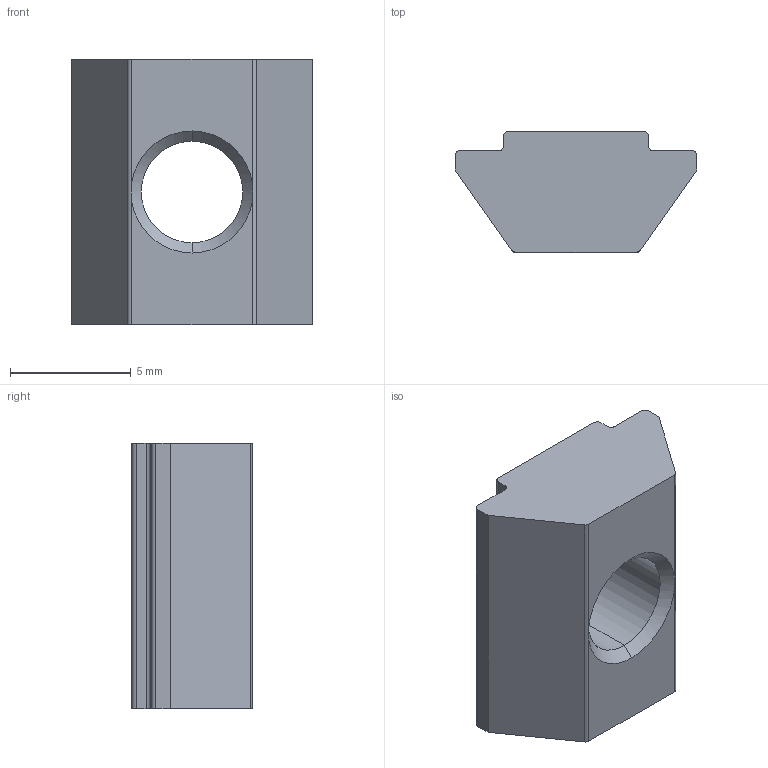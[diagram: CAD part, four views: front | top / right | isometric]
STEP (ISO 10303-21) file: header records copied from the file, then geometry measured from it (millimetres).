
FILE_DESCRIPTION (( 'STEP AP203' ), '1' );
FILE_NAME ('ALF-RNM5-10_6.step', '2024-08-12T06:45:51', ( '' ), ( '' ), 'SwSTEP 2.0', 'SolidWorks 2022', '' );
FILE_SCHEMA (( 'CONFIG_CONTROL_DESIGN' ));
Length unit declared in the file: millimetre
Products named in the file (1): ALF-RNM5-10_6
Bounding box: 10 x 5 x 11 mm (x, y, z)
Volume: 353 mm3; surface area: 397.3 mm2
Topology: 1 solids, 1 shells, 27 faces, 74 edges, 48 vertices
Faces by surface type: plane 13, cylinder 10, cone 4
Entity records: 949 total; most frequent: CARTESIAN_POINT 160, DIRECTION 154, ORIENTED_EDGE 148, EDGE_CURVE 74, AXIS2_PLACEMENT_3D 54, VERTEX_POINT 48, VECTOR 46, LINE 46
